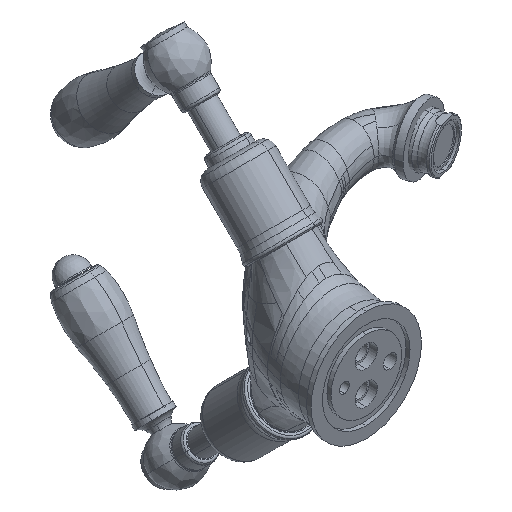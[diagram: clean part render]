
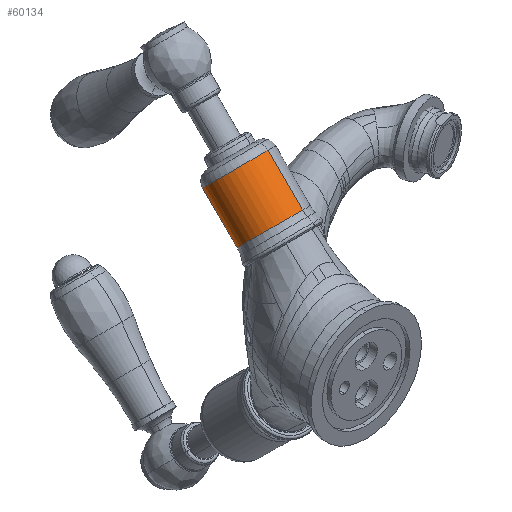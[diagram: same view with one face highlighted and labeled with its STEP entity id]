
A CAD part, isometric view. The second image highlights one B-rep face of the part: STEP entity #60134.
In plain terms, the highlighted cylindrical face has radius 15 mm (diameter 30 mm), a partial arc.
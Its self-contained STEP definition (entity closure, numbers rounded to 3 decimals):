
#59559=CARTESIAN_POINT('',(10.924,25.293,37.963));
#59560=DIRECTION('',(0.,-0.707,-0.707));
#59561=DIRECTION('',(0.292,-0.676,0.676));
#59562=AXIS2_PLACEMENT_3D('',#59559,#59560,#59561);
#59564=DIRECTION('',(0.,-0.707,-0.707));
#59565=VECTOR('',#59564,24.5);
#59566=CARTESIAN_POINT('',(15.31,32.474,65.43));
#59567=LINE('',#59566,#59565);
#59568=DIRECTION('',(0.,-0.707,-0.707));
#59569=VECTOR('',#59568,24.5);
#59570=CARTESIAN_POINT('',(6.539,52.76,45.144));
#59571=LINE('',#59570,#59569);
#59607=CARTESIAN_POINT('',(10.924,42.617,55.287));
#59608=DIRECTION('',(0.,0.707,0.707));
#59609=DIRECTION('',(-0.292,0.676,-0.676));
#59610=AXIS2_PLACEMENT_3D('',#59607,#59608,#59609);
#59797=CARTESIAN_POINT('',(6.539,52.76,45.144));
#59798=VERTEX_POINT('',#59797);
#59799=CARTESIAN_POINT('',(15.31,32.474,65.43));
#59800=VERTEX_POINT('',#59799);
#59801=CARTESIAN_POINT('',(6.539,35.436,27.819));
#59802=VERTEX_POINT('',#59801);
#59803=CARTESIAN_POINT('',(15.31,15.15,48.106));
#59804=VERTEX_POINT('',#59803);
#60120=CARTESIAN_POINT('',(10.924,10.112,22.781));
#60121=DIRECTION('',(0.,-0.707,-0.707));
#60122=DIRECTION('',(0.292,-0.676,0.676));
#60123=AXIS2_PLACEMENT_3D('',#60120,#60121,#60122);
#60124=CYLINDRICAL_SURFACE('',#60123,15.);
#60125=ORIENTED_EDGE('',*,*,#60110,.T.);
#60127=ORIENTED_EDGE('',*,*,#60126,.F.);
#60129=ORIENTED_EDGE('',*,*,#60128,.T.);
#60131=ORIENTED_EDGE('',*,*,#60130,.T.);
#60132=EDGE_LOOP('',(#60125,#60127,#60129,#60131));
#60133=FACE_OUTER_BOUND('',#60132,.F.);
#60134=ADVANCED_FACE('',(#60133),#60124,.T.);
#59563=CIRCLE('',#59562,15.);
#59611=CIRCLE('',#59610,15.);
#60110=EDGE_CURVE('',#59804,#59802,#59563,.T.);
#60126=EDGE_CURVE('',#59798,#59802,#59571,.T.);
#60128=EDGE_CURVE('',#59798,#59800,#59611,.T.);
#60130=EDGE_CURVE('',#59800,#59804,#59567,.T.);
